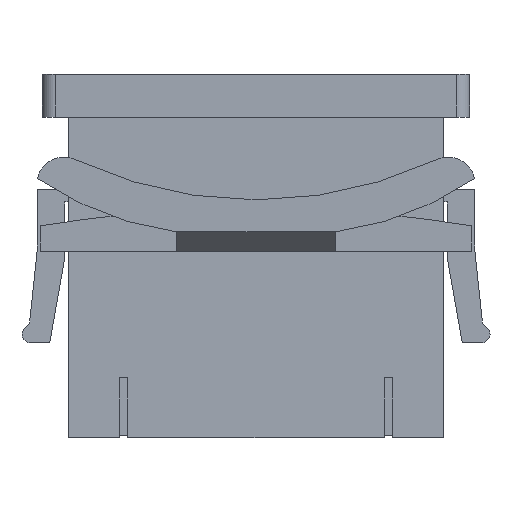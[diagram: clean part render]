
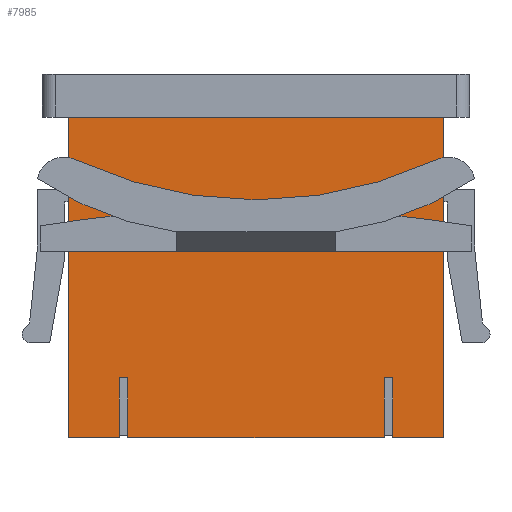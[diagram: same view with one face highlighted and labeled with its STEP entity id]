
A CAD part, front view. The second image highlights one B-rep face of the part: STEP entity #7985.
In plain terms, the highlighted planar face has unit normal (0, -1, 0).
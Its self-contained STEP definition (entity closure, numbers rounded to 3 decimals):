
#138 = VERTEX_POINT ( 'NONE', #11192 ) ;
#185 = VECTOR ( 'NONE', #6118, 1000. ) ;
#272 = CARTESIAN_POINT ( 'NONE',  ( -16.256, 0., -34.544 ) ) ;
#292 = DIRECTION ( 'NONE',  ( 0., 0., 1. ) ) ;
#314 = EDGE_CURVE ( 'NONE', #2038, #7887, #3880, .T. ) ;
#331 = VERTEX_POINT ( 'NONE', #3621 ) ;
#397 = EDGE_CURVE ( 'NONE', #11748, #9542, #12689, .T. ) ;
#398 = ORIENTED_EDGE ( 'NONE', *, *, #10886, .F. ) ;
#534 = VERTEX_POINT ( 'NONE', #3534 ) ;
#614 = DIRECTION ( 'NONE',  ( 0., 0., -1. ) ) ;
#709 = CARTESIAN_POINT ( 'NONE',  ( 22.352, 0., -41.656 ) ) ;
#770 = CARTESIAN_POINT ( 'NONE',  ( 22.352, 0., -1.016 ) ) ;
#773 = EDGE_LOOP ( 'NONE', ( #4075, #12702, #9200, #398, #2402, #9987, #10570, #5560, #4819, #6835, #9389, #9037 ) ) ;
#787 = LINE ( 'NONE', #3763, #11918 ) ;
#1371 = CARTESIAN_POINT ( 'NONE',  ( -15.24, 0., -43.656 ) ) ;
#1459 = EDGE_CURVE ( 'NONE', #12045, #5049, #787, .T. ) ;
#1681 = VERTEX_POINT ( 'NONE', #10722 ) ;
#1860 = LINE ( 'NONE', #5022, #11509 ) ;
#2029 = EDGE_CURVE ( 'NONE', #1681, #12469, #6962, .T. ) ;
#2038 = VERTEX_POINT ( 'NONE', #5457 ) ;
#2080 = LINE ( 'NONE', #6042, #9814 ) ;
#2402 = ORIENTED_EDGE ( 'NONE', *, *, #3180, .F. ) ;
#2509 = FACE_OUTER_BOUND ( 'NONE', #773, .T. ) ;
#2774 = DIRECTION ( 'NONE',  ( 1., 0., 0. ) ) ;
#2796 = DIRECTION ( 'NONE',  ( -1., 0., 0. ) ) ;
#2810 = VECTOR ( 'NONE', #614, 1000. ) ;
#2835 = EDGE_CURVE ( 'NONE', #534, #138, #8396, .T. ) ;
#3131 = EDGE_CURVE ( 'NONE', #11855, #5049, #8964, .T. ) ;
#3180 = EDGE_CURVE ( 'NONE', #9542, #331, #9031, .T. ) ;
#3183 = VECTOR ( 'NONE', #2774, 1000. ) ;
#3534 = CARTESIAN_POINT ( 'NONE',  ( 22.352, 0., -1.016 ) ) ;
#3587 = CARTESIAN_POINT ( 'NONE',  ( -16.256, 0., -43.656 ) ) ;
#3621 = CARTESIAN_POINT ( 'NONE',  ( 15.24, 0., -34.544 ) ) ;
#3639 = VECTOR ( 'NONE', #4218, 1000. ) ;
#3763 = CARTESIAN_POINT ( 'NONE',  ( 22.352, 0., -41.656 ) ) ;
#3880 = LINE ( 'NONE', #709, #3923 ) ;
#3923 = VECTOR ( 'NONE', #5704, 1000. ) ;
#3972 = CARTESIAN_POINT ( 'NONE',  ( -22.352, 0., 0. ) ) ;
#4075 = ORIENTED_EDGE ( 'NONE', *, *, #2029, .F. ) ;
#4095 = CARTESIAN_POINT ( 'NONE',  ( 15.24, 0., -34.544 ) ) ;
#4162 = DIRECTION ( 'NONE',  ( 0., 0., -1. ) ) ;
#4218 = DIRECTION ( 'NONE',  ( 0., 0., 1. ) ) ;
#4336 = PLANE ( 'NONE',  #11818 ) ;
#4539 = VECTOR ( 'NONE', #4162, 1000. ) ;
#4666 = CARTESIAN_POINT ( 'NONE',  ( 16.256, 0., -43.656 ) ) ;
#4819 = ORIENTED_EDGE ( 'NONE', *, *, #5363, .F. ) ;
#4889 = CARTESIAN_POINT ( 'NONE',  ( -16.256, 0., -34.544 ) ) ;
#5022 = CARTESIAN_POINT ( 'NONE',  ( 15.24, 0., -43.656 ) ) ;
#5049 = VERTEX_POINT ( 'NONE', #11733 ) ;
#5363 = EDGE_CURVE ( 'NONE', #11855, #534, #11457, .T. ) ;
#5457 = CARTESIAN_POINT ( 'NONE',  ( 15.24, 0., -41.656 ) ) ;
#5479 = DIRECTION ( 'NONE',  ( 0., 0., -1. ) ) ;
#5560 = ORIENTED_EDGE ( 'NONE', *, *, #2835, .F. ) ;
#5568 = CARTESIAN_POINT ( 'NONE',  ( 22.352, 0., 0. ) ) ;
#5704 = DIRECTION ( 'NONE',  ( -1., 0., 0. ) ) ;
#6042 = CARTESIAN_POINT ( 'NONE',  ( 22.352, 0., -41.656 ) ) ;
#6118 = DIRECTION ( 'NONE',  ( -1., 0., 0. ) ) ;
#6283 = DIRECTION ( 'NONE',  ( 0., 1., 0. ) ) ;
#6654 = LINE ( 'NONE', #3587, #2810 ) ;
#6723 = CARTESIAN_POINT ( 'NONE',  ( 16.256, 0., -34.544 ) ) ;
#6835 = ORIENTED_EDGE ( 'NONE', *, *, #3131, .T. ) ;
#6962 = LINE ( 'NONE', #272, #10705 ) ;
#7041 = VECTOR ( 'NONE', #5479, 1000. ) ;
#7402 = LINE ( 'NONE', #1371, #3639 ) ;
#7887 = VERTEX_POINT ( 'NONE', #8153 ) ;
#7985 = ADVANCED_FACE ( 'NONE', ( #2509 ), #4336, .F. ) ;
#8153 = CARTESIAN_POINT ( 'NONE',  ( -15.24, 0., -41.656 ) ) ;
#8396 = LINE ( 'NONE', #12399, #7041 ) ;
#8439 = DIRECTION ( 'NONE',  ( -1., 0., 0. ) ) ;
#8964 = LINE ( 'NONE', #3972, #4539 ) ;
#9031 = LINE ( 'NONE', #4095, #185 ) ;
#9037 = ORIENTED_EDGE ( 'NONE', *, *, #11084, .F. ) ;
#9193 = EDGE_CURVE ( 'NONE', #7887, #1681, #7402, .T. ) ;
#9200 = ORIENTED_EDGE ( 'NONE', *, *, #314, .F. ) ;
#9389 = ORIENTED_EDGE ( 'NONE', *, *, #1459, .F. ) ;
#9542 = VERTEX_POINT ( 'NONE', #6723 ) ;
#9765 = DIRECTION ( 'NONE',  ( 0., 0., -1. ) ) ;
#9814 = VECTOR ( 'NONE', #9989, 1000. ) ;
#9987 = ORIENTED_EDGE ( 'NONE', *, *, #397, .F. ) ;
#9989 = DIRECTION ( 'NONE',  ( -1., 0., 0. ) ) ;
#10075 = CARTESIAN_POINT ( 'NONE',  ( -16.256, 0., -41.656 ) ) ;
#10105 = CARTESIAN_POINT ( 'NONE',  ( 16.256, 0., -41.656 ) ) ;
#10417 = DIRECTION ( 'NONE',  ( 1., 0., 0. ) ) ;
#10570 = ORIENTED_EDGE ( 'NONE', *, *, #11327, .F. ) ;
#10705 = VECTOR ( 'NONE', #8439, 1000. ) ;
#10722 = CARTESIAN_POINT ( 'NONE',  ( -15.24, 0., -34.544 ) ) ;
#10886 = EDGE_CURVE ( 'NONE', #331, #2038, #1860, .T. ) ;
#10957 = VECTOR ( 'NONE', #292, 1000. ) ;
#11084 = EDGE_CURVE ( 'NONE', #12469, #12045, #6654, .T. ) ;
#11192 = CARTESIAN_POINT ( 'NONE',  ( 22.352, 0., -41.656 ) ) ;
#11327 = EDGE_CURVE ( 'NONE', #138, #11748, #2080, .T. ) ;
#11457 = LINE ( 'NONE', #770, #3183 ) ;
#11509 = VECTOR ( 'NONE', #9765, 1000. ) ;
#11733 = CARTESIAN_POINT ( 'NONE',  ( -22.352, 0., -41.656 ) ) ;
#11748 = VERTEX_POINT ( 'NONE', #10105 ) ;
#11818 = AXIS2_PLACEMENT_3D ( 'NONE', #5568, #6283, #10417 ) ;
#11855 = VERTEX_POINT ( 'NONE', #12672 ) ;
#11918 = VECTOR ( 'NONE', #2796, 1000. ) ;
#12045 = VERTEX_POINT ( 'NONE', #10075 ) ;
#12399 = CARTESIAN_POINT ( 'NONE',  ( 22.352, 0., 0. ) ) ;
#12469 = VERTEX_POINT ( 'NONE', #4889 ) ;
#12672 = CARTESIAN_POINT ( 'NONE',  ( -22.352, 0., -1.016 ) ) ;
#12689 = LINE ( 'NONE', #4666, #10957 ) ;
#12702 = ORIENTED_EDGE ( 'NONE', *, *, #9193, .F. ) ;
